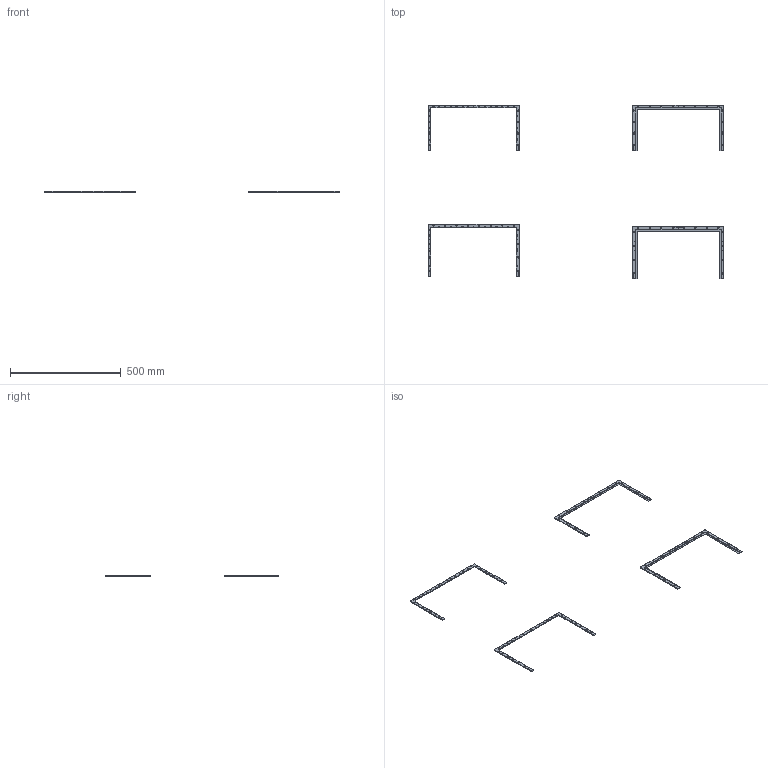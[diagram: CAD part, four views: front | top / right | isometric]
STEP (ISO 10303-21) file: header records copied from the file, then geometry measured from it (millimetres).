
FILE_DESCRIPTION(/* description */ (''),/* implementation_level */ '2;1');
FILE_NAME(/* name */ 'V1_V2_Panels.step',/* time_stamp */ '2021-07-14T22:05:38-04:00',/* author */ (''),/* organization */ (''),/* preprocessor_version */ 'ST-DEVELOPER v18.1',/* originating_system */ 'Autodesk Translation Framework v10.9.0.1377',/* authorisation */ '');
FILE_SCHEMA (('AUTOMOTIVE_DESIGN { 1 0 10303 214 3 1 1 }'));
Length unit declared in the file: millimetre
Products named in the file (25): (Unsaved); Top_Panel; Top_Right_and_Bottom_Left_x2; Top_Left_and_Bottom_Right_x2; Panel_Top_Right_and_Bottom_Left_x2; Panel_Top_Left_and_Bottom_Right_x2; Top_Panel_with_Handle; Panel_Top_Left_and_Bottom_Right_x2 (1); Panel_Top_Right_and_Bottom_Left_x2 (1); Top_Left_and_Bottom_Right_x2 (1); Top_Right_and_Bottom_Left_x2 (1); Side_Panel; Top_Right_and_Bottom_Left_x2 (2); Top_Left_and_Bottom_Right_x2 (2); Panel_Top_Right_and_Bottom_Left_x2 (2); Panel_Top_Left_and_Bottom_Right_x2 (2); Side_Panel_With_270_Hinge; Hinge_Top_Right_and_Bottom_Left_x1; Hinge_Panel_Top_Right_and_Bottom_Left_x1; Hinge_Top_Left_and_Bottom_Right_x1; Hinge_Panel_Top_Left_and_Bottom_Right_x1; Top_Right_and_Bottom_Left_x1; Panel_Top_Right_and_Bottom_Left_x1; Top_Left_and_Bottom_Right_x1; Panel_Top_Left_and_Bottom_Right_x1
Assembly tree (24 placements, depth 3):
  (Unsaved)
    Top_Panel
      Top_Right_and_Bottom_Left_x2
      Top_Left_and_Bottom_Right_x2
      Panel_Top_Right_and_Bottom_Left_x2
      Panel_Top_Left_and_Bottom_Right_x2
    Top_Panel_with_Handle
      Panel_Top_Left_and_Bottom_Right_x2 (1)
      Panel_Top_Right_and_Bottom_Left_x2 (1)
      Top_Left_and_Bottom_Right_x2 (1)
      Top_Right_and_Bottom_Left_x2 (1)
    Side_Panel
      Top_Right_and_Bottom_Left_x2 (2)
      Top_Left_and_Bottom_Right_x2 (2)
      Panel_Top_Right_and_Bottom_Left_x2 (2)
      Panel_Top_Left_and_Bottom_Right_x2 (2)
    Side_Panel_With_270_Hinge
      Hinge_Top_Right_and_Bottom_Left_x1
      Hinge_Panel_Top_Right_and_Bottom_Left_x1
      Hinge_Top_Left_and_Bottom_Right_x1
      Hinge_Panel_Top_Left_and_Bottom_Right_x1
      Top_Right_and_Bottom_Left_x1
      Panel_Top_Right_and_Bottom_Left_x1
      Top_Left_and_Bottom_Right_x1
      Panel_Top_Left_and_Bottom_Right_x1
Bounding box: 1337.5 x 786.44 x 5 mm (x, y, z)
Volume: 471789.8 mm3; surface area: 350408.9 mm2
Topology: 20 solids, 20 shells, 1204 faces, 2704 edges, 1654 vertices
Faces by surface type: plane 546, cylinder 352, cone 266, sphere 40
Full cylindrical faces by diameter (mm): 3.4 x60, 5.4 x4, 5.9 x60, 6.1 x156
Entity records: 34015 total; most frequent: DIRECTION 6200, CARTESIAN_POINT 5723, ORIENTED_EDGE 5332, EDGE_CURVE 2666, AXIS2_PLACEMENT_3D 2356, VERTEX_POINT 1654, LINE 1488, VECTOR 1488
